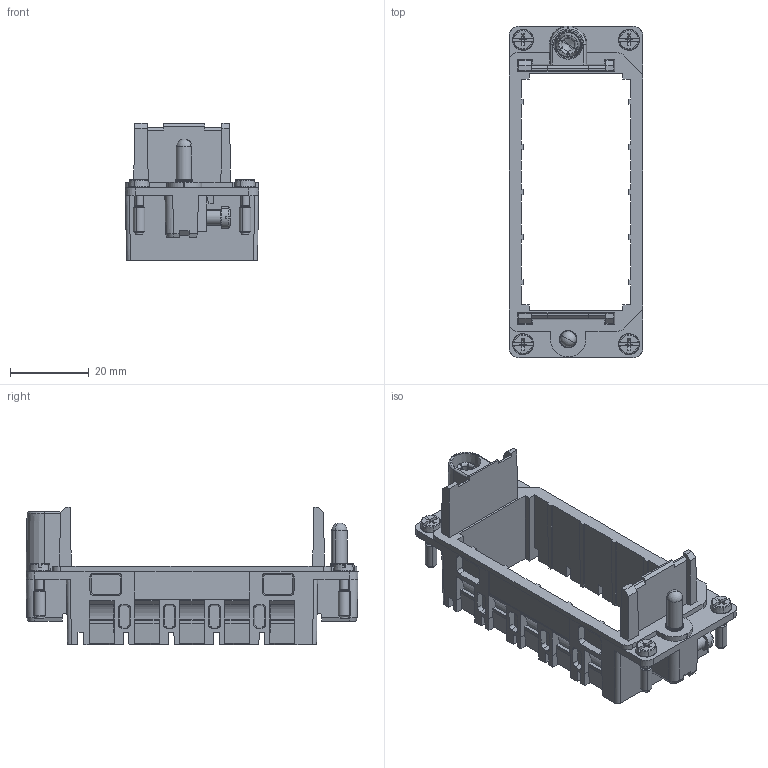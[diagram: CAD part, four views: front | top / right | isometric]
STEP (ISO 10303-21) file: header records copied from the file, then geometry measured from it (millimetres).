
FILE_DESCRIPTION(('CATIA V5R24 STEP','CAx-IF Rec.Pracs.--- Model Styling and Organization---1.2---2011-12-15'),'2;1');
FILE_NAME ('D1461211_0', '2016-03-10T09:25:37+00:00', ('Weidmueller Interface'), ('Weidmueller'), 'CATIA Version 5-6 Release 2014 SP4', 'CATIA V5 STEP AP214', 'none');
FILE_SCHEMA(('AUTOMOTIVE_DESIGN { 1 0 10303 214 1 1 1 1 }'));
Length unit declared in the file: millimetre
Products named in the file (1): 39870_HDC_CFM_16_5F_AllCATPart
Bounding box: 34 x 84.57 x 35 mm (x, y, z)
Volume: 13592.9 mm3; surface area: 16415.1 mm2
Topology: 9 solids, 9 shells, 1510 faces, 4309 edges, 2828 vertices
Faces by surface type: plane 1142, cylinder 176, cone 128, torus 60, bspline 2, sphere 2
Entity records: 47791 total; most frequent: CARTESIAN_POINT 12373, ORIENTED_EDGE 8586, DIRECTION 5368, EDGE_CURVE 4293, VERTEX_POINT 2828, VECTOR 2648, LINE 2648, AXIS2_PLACEMENT_3D 1747
